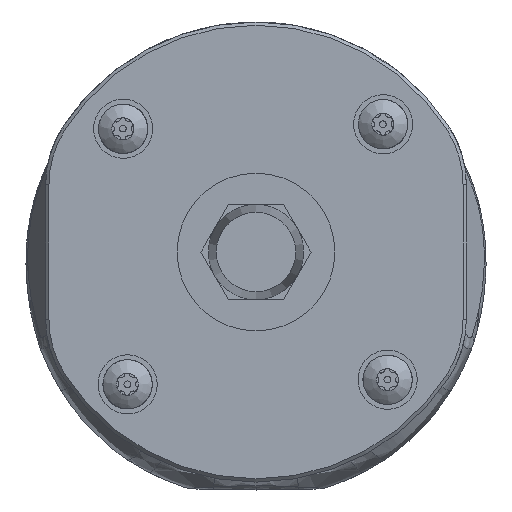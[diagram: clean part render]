
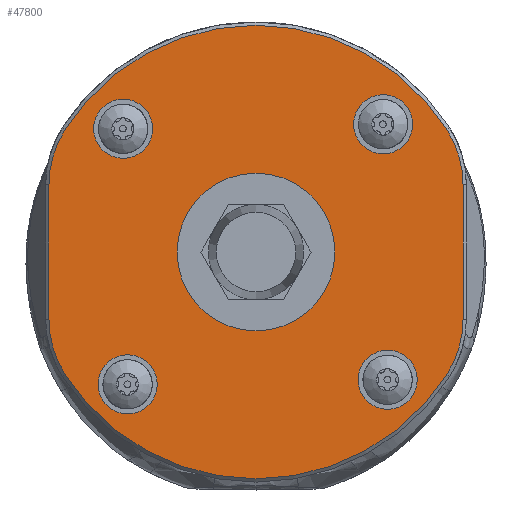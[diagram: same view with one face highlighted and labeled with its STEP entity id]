
A CAD part, front view. The second image highlights one B-rep face of the part: STEP entity #47800.
In plain terms, the highlighted planar face has unit normal (0, -1, 0).
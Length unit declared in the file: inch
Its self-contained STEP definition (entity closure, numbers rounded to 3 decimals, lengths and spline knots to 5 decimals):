
#765 = FACE_BOUND ( 'NONE', #28152, .T. ) ;
#1505 = CIRCLE ( 'NONE', #40232, 1.35827 ) ;
#2417 = DIRECTION ( 'NONE',  ( 0., 1., 0. ) ) ;
#2588 = DIRECTION ( 'NONE',  ( 0., 0., -1. ) ) ;
#2644 = EDGE_CURVE ( 'NONE', #44801, #44801, #38087, .T. ) ;
#3191 = CIRCLE ( 'NONE', #59479, 0.08858 ) ;
#4834 = ORIENTED_EDGE ( 'NONE', *, *, #52295, .T. ) ;
#4854 = ORIENTED_EDGE ( 'NONE', *, *, #33832, .F. ) ;
#5208 = DIRECTION ( 'NONE',  ( 0., 1., 0. ) ) ;
#5565 = DIRECTION ( 'NONE',  ( 0., 0., -1. ) ) ;
#5957 = FACE_BOUND ( 'NONE', #24939, .T. ) ;
#7303 = ORIENTED_EDGE ( 'NONE', *, *, #2644, .T. ) ;
#8032 = DIRECTION ( 'NONE',  ( 0., 1., 0. ) ) ;
#8673 = VECTOR ( 'NONE', #25000, 39.37008 ) ;
#9485 = CARTESIAN_POINT ( 'NONE',  ( 0., 0.09843, -1.37795 ) ) ;
#9717 = EDGE_LOOP ( 'NONE', ( #4834 ) ) ;
#10136 = VERTEX_POINT ( 'NONE', #42001 ) ;
#10150 = ORIENTED_EDGE ( 'NONE', *, *, #50072, .T. ) ;
#10846 = CARTESIAN_POINT ( 'NONE',  ( 0., 0.09843, -1.37795 ) ) ;
#10995 = CARTESIAN_POINT ( 'NONE',  ( -1.24016, 0.09843, -1.78138 ) ) ;
#11177 = AXIS2_PLACEMENT_3D ( 'NONE', #35779, #66877, #24746 ) ;
#11342 = VERTEX_POINT ( 'NONE', #52883 ) ;
#12613 = CIRCLE ( 'NONE', #54539, 1.35827 ) ;
#12637 = DIRECTION ( 'NONE',  ( 0., 1., 0. ) ) ;
#12665 = DIRECTION ( 'NONE',  ( 0., 0., 1. ) ) ;
#15024 = ORIENTED_EDGE ( 'NONE', *, *, #29017, .T. ) ;
#15587 = EDGE_CURVE ( 'NONE', #52717, #52717, #3191, .T. ) ;
#15600 = AXIS2_PLACEMENT_3D ( 'NONE', #10846, #2417, #59813 ) ;
#15987 = DIRECTION ( 'NONE',  ( 0., 1., 0. ) ) ;
#16111 = VERTEX_POINT ( 'NONE', #55422 ) ;
#16791 = EDGE_CURVE ( 'NONE', #11342, #45747, #21704, .T. ) ;
#17278 = ORIENTED_EDGE ( 'NONE', *, *, #65459, .F. ) ;
#18038 = FACE_OUTER_BOUND ( 'NONE', #58667, .T. ) ;
#18229 = CARTESIAN_POINT ( 'NONE',  ( 0.62992, 0.09843, -0.97453 ) ) ;
#18371 = ORIENTED_EDGE ( 'NONE', *, *, #15587, .T. ) ;
#19485 = LINE ( 'NONE', #61599, #8673 ) ;
#19671 = AXIS2_PLACEMENT_3D ( 'NONE', #59639, #28203, #2588 ) ;
#20055 = CIRCLE ( 'NONE', #11177, 0.61024 ) ;
#20460 = ORIENTED_EDGE ( 'NONE', *, *, #47698, .F. ) ;
#21704 = CIRCLE ( 'NONE', #53641, 0.61024 ) ;
#22084 = EDGE_CURVE ( 'NONE', #11342, #46791, #30087, .T. ) ;
#22855 = FACE_BOUND ( 'NONE', #32530, .T. ) ;
#23289 = CARTESIAN_POINT ( 'NONE',  ( -0.62992, 0.09843, -0.97453 ) ) ;
#23344 = VERTEX_POINT ( 'NONE', #65458 ) ;
#23720 = CARTESIAN_POINT ( 'NONE',  ( 0., 0.09843, -1.37795 ) ) ;
#24007 = DIRECTION ( 'NONE',  ( 0., 1., 0. ) ) ;
#24746 = DIRECTION ( 'NONE',  ( 0., 0., 1. ) ) ;
#24939 = EDGE_LOOP ( 'NONE', ( #15024 ) ) ;
#25000 = DIRECTION ( 'NONE',  ( 0., 0., 1. ) ) ;
#26117 = CARTESIAN_POINT ( 'NONE',  ( 0.76181, 0.09843, -0.70097 ) ) ;
#26287 = VECTOR ( 'NONE', #41124, 39.37008 ) ;
#27337 = CIRCLE ( 'NONE', #19671, 0.08858 ) ;
#28152 = EDGE_LOOP ( 'NONE', ( #29357 ) ) ;
#28203 = DIRECTION ( 'NONE',  ( 0., 1., 0. ) ) ;
#29017 = EDGE_CURVE ( 'NONE', #36498, #36498, #27337, .T. ) ;
#29155 = DIRECTION ( 'NONE',  ( 0., 0., 1. ) ) ;
#29203 = CARTESIAN_POINT ( 'NONE',  ( 0., 0.09843, -1.74213 ) ) ;
#29357 = ORIENTED_EDGE ( 'NONE', *, *, #51554, .T. ) ;
#30087 = LINE ( 'NONE', #57678, #26287 ) ;
#30268 = DIRECTION ( 'NONE',  ( 0., 1., 0. ) ) ;
#31498 = VERTEX_POINT ( 'NONE', #53746 ) ;
#31899 = CARTESIAN_POINT ( 'NONE',  ( -0.76181, 0.09843, -2.14352 ) ) ;
#32530 = EDGE_LOOP ( 'NONE', ( #7303 ) ) ;
#33455 = VERTEX_POINT ( 'NONE', #36981 ) ;
#33571 = PLANE ( 'NONE',  #15600 ) ;
#33832 = EDGE_CURVE ( 'NONE', #16111, #35999, #61721, .T. ) ;
#33835 = DIRECTION ( 'NONE',  ( 0., 0., -1. ) ) ;
#33907 = DIRECTION ( 'NONE',  ( 0., 0., 1. ) ) ;
#34115 = DIRECTION ( 'NONE',  ( 0., 1., 0. ) ) ;
#34701 = DIRECTION ( 'NONE',  ( 0., 0., -1. ) ) ;
#34805 = CARTESIAN_POINT ( 'NONE',  ( -0.76181, 0.09843, -0.70097 ) ) ;
#35779 = CARTESIAN_POINT ( 'NONE',  ( 0.62992, 0.09843, -1.78138 ) ) ;
#35999 = VERTEX_POINT ( 'NONE', #38958 ) ;
#36498 = VERTEX_POINT ( 'NONE', #42021 ) ;
#36981 = CARTESIAN_POINT ( 'NONE',  ( 1.24016, 0.09843, -1.78138 ) ) ;
#38087 = CIRCLE ( 'NONE', #47985, 0.08858 ) ;
#38958 = CARTESIAN_POINT ( 'NONE',  ( 1.24016, 0.09843, -0.97453 ) ) ;
#39090 = CIRCLE ( 'NONE', #50089, 0.08858 ) ;
#39163 = DIRECTION ( 'NONE',  ( 0., 0., -1. ) ) ;
#39850 = ORIENTED_EDGE ( 'NONE', *, *, #47318, .F. ) ;
#39873 = ORIENTED_EDGE ( 'NONE', *, *, #16791, .F. ) ;
#40232 = AXIS2_PLACEMENT_3D ( 'NONE', #23720, #12637, #50313 ) ;
#41124 = DIRECTION ( 'NONE',  ( 0., 0., -1. ) ) ;
#41697 = ORIENTED_EDGE ( 'NONE', *, *, #65332, .F. ) ;
#42001 = CARTESIAN_POINT ( 'NONE',  ( -1.1438, 0.09843, -2.11048 ) ) ;
#42021 = CARTESIAN_POINT ( 'NONE',  ( 0.76181, 0.09843, -2.2321 ) ) ;
#42313 = FACE_BOUND ( 'NONE', #44555, .T. ) ;
#43550 = CARTESIAN_POINT ( 'NONE',  ( -0.62992, 0.09843, -1.78138 ) ) ;
#43614 = DIRECTION ( 'NONE',  ( 0., 1., 0. ) ) ;
#44555 = EDGE_LOOP ( 'NONE', ( #18371 ) ) ;
#44801 = VERTEX_POINT ( 'NONE', #34805 ) ;
#45072 = VERTEX_POINT ( 'NONE', #29203 ) ;
#45673 = CIRCLE ( 'NONE', #62242, 0.36417 ) ;
#45747 = VERTEX_POINT ( 'NONE', #54206 ) ;
#46462 = DIRECTION ( 'NONE',  ( 0., 0., 1. ) ) ;
#46791 = VERTEX_POINT ( 'NONE', #10995 ) ;
#47318 = EDGE_CURVE ( 'NONE', #10136, #46791, #48671, .T. ) ;
#47698 = EDGE_CURVE ( 'NONE', #33455, #31498, #20055, .T. ) ;
#47800 = ADVANCED_FACE ( 'NONE', ( #54981, #22855, #42313, #5957, #765, #18038 ), #33571, .F. ) ;
#47985 = AXIS2_PLACEMENT_3D ( 'NONE', #55782, #24007, #34701 ) ;
#48671 = CIRCLE ( 'NONE', #60827, 0.61024 ) ;
#50072 = EDGE_CURVE ( 'NONE', #33455, #35999, #19485, .T. ) ;
#50089 = AXIS2_PLACEMENT_3D ( 'NONE', #31899, #15987, #5565 ) ;
#50313 = DIRECTION ( 'NONE',  ( 0., 0., 1. ) ) ;
#51554 = EDGE_CURVE ( 'NONE', #23344, #23344, #39090, .T. ) ;
#52295 = EDGE_CURVE ( 'NONE', #45072, #45072, #45673, .T. ) ;
#52717 = VERTEX_POINT ( 'NONE', #26117 ) ;
#52883 = CARTESIAN_POINT ( 'NONE',  ( -1.24016, 0.09843, -0.97453 ) ) ;
#53641 = AXIS2_PLACEMENT_3D ( 'NONE', #23289, #8032, #29155 ) ;
#53746 = CARTESIAN_POINT ( 'NONE',  ( 1.1438, 0.09843, -2.11048 ) ) ;
#54206 = CARTESIAN_POINT ( 'NONE',  ( -1.1438, 0.09843, -0.64542 ) ) ;
#54539 = AXIS2_PLACEMENT_3D ( 'NONE', #9485, #30268, #46462 ) ;
#54609 = DIRECTION ( 'NONE',  ( 0., 1., 0. ) ) ;
#54981 = FACE_BOUND ( 'NONE', #9717, .T. ) ;
#55422 = CARTESIAN_POINT ( 'NONE',  ( 1.1438, 0.09843, -0.64542 ) ) ;
#55782 = CARTESIAN_POINT ( 'NONE',  ( -0.76181, 0.09843, -0.61238 ) ) ;
#57678 = CARTESIAN_POINT ( 'NONE',  ( -1.24016, 0.09843, -1.78138 ) ) ;
#58667 = EDGE_LOOP ( 'NONE', ( #20460, #10150, #4854, #17278, #39873, #59452, #39850, #41697 ) ) ;
#59452 = ORIENTED_EDGE ( 'NONE', *, *, #22084, .T. ) ;
#59479 = AXIS2_PLACEMENT_3D ( 'NONE', #63266, #5208, #33835 ) ;
#59639 = CARTESIAN_POINT ( 'NONE',  ( 0.76181, 0.09843, -2.14352 ) ) ;
#59813 = DIRECTION ( 'NONE',  ( 0., 0., 1. ) ) ;
#60651 = AXIS2_PLACEMENT_3D ( 'NONE', #18229, #34115, #12665 ) ;
#60827 = AXIS2_PLACEMENT_3D ( 'NONE', #43550, #54609, #33907 ) ;
#61599 = CARTESIAN_POINT ( 'NONE',  ( 1.24016, 0.09843, -0.97453 ) ) ;
#61721 = CIRCLE ( 'NONE', #60651, 0.61024 ) ;
#62242 = AXIS2_PLACEMENT_3D ( 'NONE', #64692, #43614, #39163 ) ;
#63266 = CARTESIAN_POINT ( 'NONE',  ( 0.76181, 0.09843, -0.61238 ) ) ;
#64692 = CARTESIAN_POINT ( 'NONE',  ( 0., 0.09843, -1.37795 ) ) ;
#65332 = EDGE_CURVE ( 'NONE', #31498, #10136, #1505, .T. ) ;
#65458 = CARTESIAN_POINT ( 'NONE',  ( -0.76181, 0.09843, -2.2321 ) ) ;
#65459 = EDGE_CURVE ( 'NONE', #45747, #16111, #12613, .T. ) ;
#66877 = DIRECTION ( 'NONE',  ( 0., 1., 0. ) ) ;
